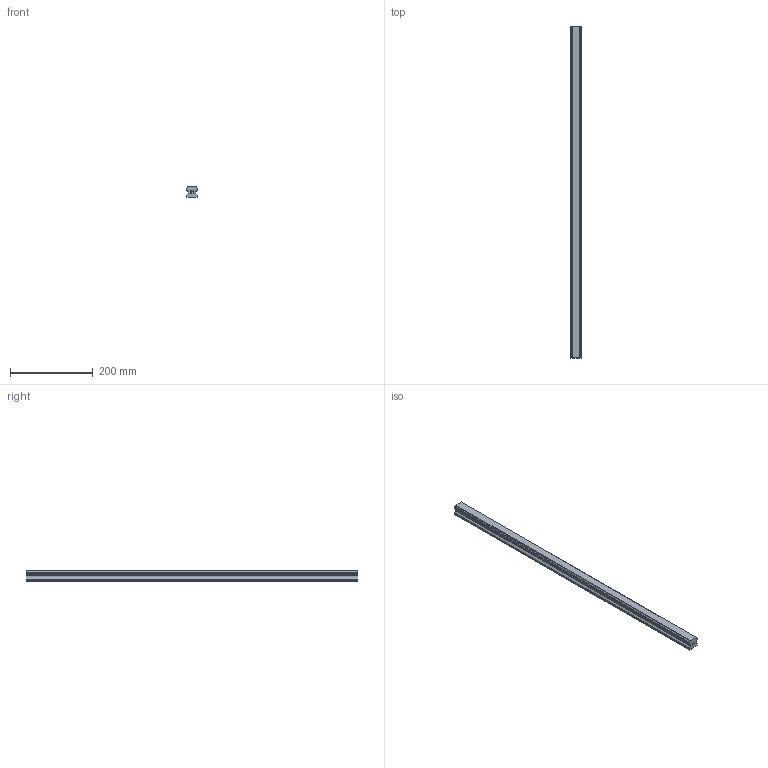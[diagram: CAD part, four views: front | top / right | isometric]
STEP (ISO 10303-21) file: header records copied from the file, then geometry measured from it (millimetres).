
FILE_DESCRIPTION(('STEP AP214'),'1');
FILE_NAME('cctmp_298AD1F9-BE7D-40E4-9188-056670C341A9_2021_01_26_15_14_42_0284..stp','2021-01-26T14:14:42',('HIWIN GmbH'),('CADClick - www.CADClick.com'),'Spatial InterOp 3D',' ','unknown authorization');
FILE_SCHEMA(('AUTOMOTIVE_DESIGN'));
Length unit declared in the file: millimetre
Products named in the file (1): HGR30T800C_FILE
Bounding box: 28 x 800 x 26 mm (x, y, z)
Volume: 485306.5 mm3; surface area: 92929.2 mm2
Topology: 1 solids, 1 shells, 155 faces, 427 edges, 268 vertices
Faces by surface type: plane 93, cylinder 42, cone 20
Entity records: 6009 total; most frequent: CARTESIAN_POINT 831, ORIENTED_EDGE 814, DIRECTION 803, EDGE_CURVE 407, LINE 323, VECTOR 323, VERTEX_POINT 268, AXIS2_PLACEMENT_3D 240
